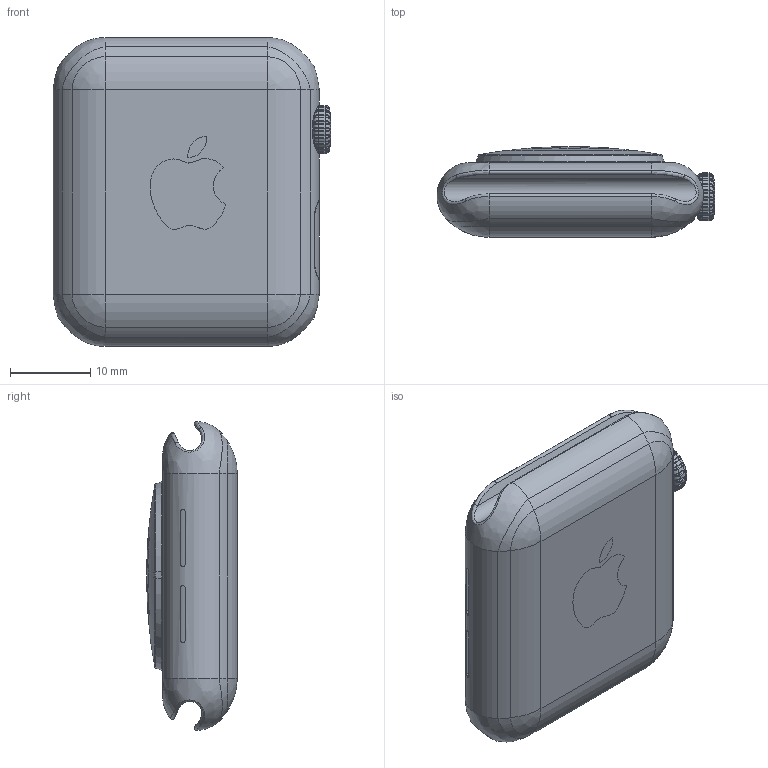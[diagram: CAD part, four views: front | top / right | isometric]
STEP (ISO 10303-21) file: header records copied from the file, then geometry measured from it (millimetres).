
FILE_DESCRIPTION(('FreeCAD Model'),'2;1');
FILE_NAME('Open CASCADE Shape Model','2025-04-27T21:42:25',('FreeCAD'),( 'FreeCAD'),'Open CASCADE STEP processor 7.6','FreeCAD','Unknown');
FILE_SCHEMA(('AUTOMOTIVE_DESIGN { 1 0 10303 214 1 1 1 1 }'));
Length unit declared in the file: millimetre
Products named in the file (1): Open CASCADE STEP translator 7.6 1
Bounding box: 34.7 x 11.3 x 38.56 mm (x, y, z)
Volume: 10298.7 mm3; surface area: 4067.7 mm2
Topology: 17 solids, 17 shells, 398 faces, 873 edges, 507 vertices
Faces by surface type: bspline 151, cylinder 146, torus 59, plane 36, cone 4, sphere 2
Full cylindrical faces by diameter (mm): 0.8 x1, 3 x12, 3.9 x8, 3.998 x4, 4.3 x1, 5.1 x1
Entity records: 36876 total; most frequent: CARTESIAN_POINT 29162, ORIENTED_EDGE 1734, DIRECTION 1371, EDGE_CURVE 867, AXIS2_PLACEMENT_3D 587, VERTEX_POINT 507, FACE_BOUND 422, EDGE_LOOP 422
